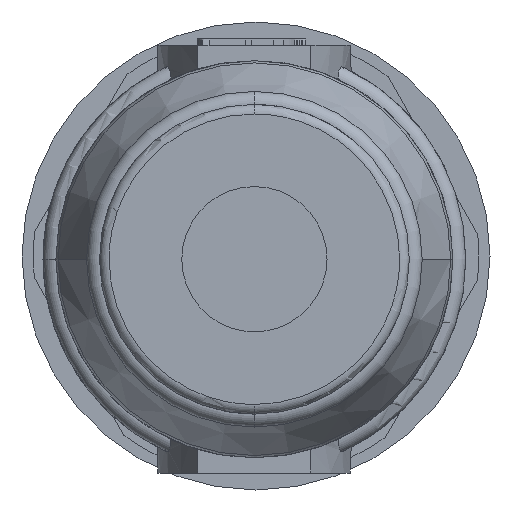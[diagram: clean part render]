
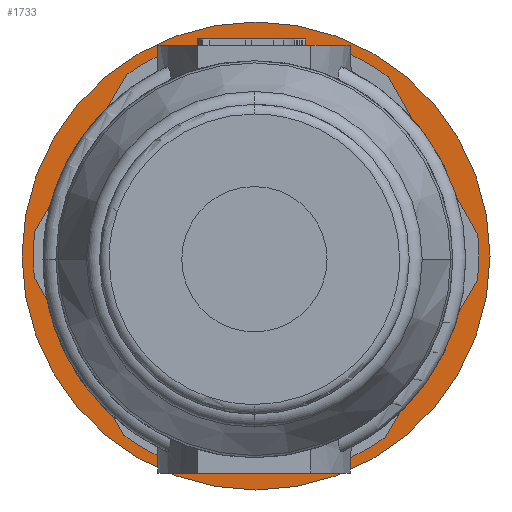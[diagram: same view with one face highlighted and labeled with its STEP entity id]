
A CAD part, front view. The second image highlights one B-rep face of the part: STEP entity #1733.
In plain terms, the highlighted planar face has unit normal (0, -1, 0).
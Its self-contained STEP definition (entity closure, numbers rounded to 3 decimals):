
#8 = CIRCLE ( 'NONE', #2083, 6.9 ) ;
#97 = DIRECTION ( 'NONE',  ( -0.493, 0., 0.87 ) ) ;
#104 = ORIENTED_EDGE ( 'NONE', *, *, #3374, .T. ) ;
#246 = VERTEX_POINT ( 'NONE', #4822 ) ;
#277 = DIRECTION ( 'NONE',  ( 0., -1., 0. ) ) ;
#294 = AXIS2_PLACEMENT_3D ( 'NONE', #3734, #778, #4234 ) ;
#308 = DIRECTION ( 'NONE',  ( 1., 0., 0. ) ) ;
#321 = FACE_OUTER_BOUND ( 'NONE', #5965, .T. ) ;
#535 = DIRECTION ( 'NONE',  ( 0., 1., 0. ) ) ;
#655 = CARTESIAN_POINT ( 'NONE',  ( -4.003, 16.904, 5.62 ) ) ;
#692 = VERTEX_POINT ( 'NONE', #3654 ) ;
#697 = CARTESIAN_POINT ( 'NONE',  ( 0., 16.904, 0. ) ) ;
#705 = LINE ( 'NONE', #2041, #3335 ) ;
#731 = VERTEX_POINT ( 'NONE', #3701 ) ;
#734 = ORIENTED_EDGE ( 'NONE', *, *, #1441, .F. ) ;
#778 = DIRECTION ( 'NONE',  ( 0., 1., 0. ) ) ;
#791 = CIRCLE ( 'NONE', #2214, 6.9 ) ;
#818 = VERTEX_POINT ( 'NONE', #4446 ) ;
#862 = CARTESIAN_POINT ( 'NONE',  ( 0., 16.904, 0. ) ) ;
#931 = DIRECTION ( 'NONE',  ( 1., 0., 0. ) ) ;
#967 = ORIENTED_EDGE ( 'NONE', *, *, #1004, .T. ) ;
#985 = CIRCLE ( 'NONE', #294, 6.9 ) ;
#995 = VERTEX_POINT ( 'NONE', #3051 ) ;
#1004 = EDGE_CURVE ( 'NONE', #6332, #1816, #791, .T. ) ;
#1016 = AXIS2_PLACEMENT_3D ( 'NONE', #1203, #4659, #1699 ) ;
#1104 = AXIS2_PLACEMENT_3D ( 'NONE', #3492, #535, #3980 ) ;
#1133 = ORIENTED_EDGE ( 'NONE', *, *, #6276, .T. ) ;
#1136 = DIRECTION ( 'NONE',  ( -0.507, 0., -0.862 ) ) ;
#1144 = CARTESIAN_POINT ( 'NONE',  ( -2.866, 16.904, -6.277 ) ) ;
#1168 = EDGE_CURVE ( 'NONE', #3464, #6332, #8, .T. ) ;
#1175 = DIRECTION ( 'NONE',  ( 1., 0., 0. ) ) ;
#1203 = CARTESIAN_POINT ( 'NONE',  ( 0., 16.904, 0. ) ) ;
#1235 = EDGE_CURVE ( 'NONE', #4081, #731, #4943, .T. ) ;
#1318 = DIRECTION ( 'NONE',  ( 0.507, 0., 0.862 ) ) ;
#1353 = DIRECTION ( 'NONE',  ( 1., 0., 0. ) ) ;
#1441 = EDGE_CURVE ( 'NONE', #2291, #4081, #5482, .T. ) ;
#1451 = VECTOR ( 'NONE', #1136, 1000. ) ;
#1474 = DIRECTION ( 'NONE',  ( -1., 0., 0.008 ) ) ;
#1561 = CARTESIAN_POINT ( 'NONE',  ( 0., 16.904, 0. ) ) ;
#1563 = EDGE_CURVE ( 'NONE', #818, #1816, #3718, .T. ) ;
#1636 = VERTEX_POINT ( 'NONE', #2322 ) ;
#1699 = DIRECTION ( 'NONE',  ( 1., 0., 0. ) ) ;
#1718 = CARTESIAN_POINT ( 'NONE',  ( 0., 16.904, 0. ) ) ;
#1733 = ADVANCED_FACE ( 'NONE', ( #321, #5560 ), #6350, .T. ) ;
#1815 = EDGE_CURVE ( 'NONE', #246, #4532, #2936, .T. ) ;
#1816 = VERTEX_POINT ( 'NONE', #3920 ) ;
#1847 = EDGE_CURVE ( 'NONE', #995, #5750, #5301, .T. ) ;
#1855 = AXIS2_PLACEMENT_3D ( 'NONE', #3404, #3883, #931 ) ;
#1885 = ORIENTED_EDGE ( 'NONE', *, *, #1847, .F. ) ;
#1943 = ORIENTED_EDGE ( 'NONE', *, *, #3451, .T. ) ;
#1945 = ORIENTED_EDGE ( 'NONE', *, *, #1168, .T. ) ;
#1956 = DIRECTION ( 'NONE',  ( 0.493, 0., -0.87 ) ) ;
#2041 = CARTESIAN_POINT ( 'NONE',  ( 6.869, 16.904, 0.657 ) ) ;
#2052 = DIRECTION ( 'NONE',  ( 1., 0., 0. ) ) ;
#2083 = AXIS2_PLACEMENT_3D ( 'NONE', #862, #4318, #1353 ) ;
#2084 = ORIENTED_EDGE ( 'NONE', *, *, #3145, .T. ) ;
#2088 = CIRCLE ( 'NONE', #4569, 7.25 ) ;
#2201 = DIRECTION ( 'NONE',  ( 1., 0., 0. ) ) ;
#2214 = AXIS2_PLACEMENT_3D ( 'NONE', #1561, #5029, #2052 ) ;
#2245 = CARTESIAN_POINT ( 'NONE',  ( 2.763, 16.904, -6.323 ) ) ;
#2291 = VERTEX_POINT ( 'NONE', #5637 ) ;
#2322 = CARTESIAN_POINT ( 'NONE',  ( -7.25, 16.904, 0. ) ) ;
#2385 = VECTOR ( 'NONE', #1318, 1000. ) ;
#2444 = EDGE_CURVE ( 'NONE', #995, #4532, #3970, .T. ) ;
#2449 = CIRCLE ( 'NONE', #5035, 6.9 ) ;
#2508 = VECTOR ( 'NONE', #2606, 1000. ) ;
#2606 = DIRECTION ( 'NONE',  ( 1., 0., -0.008 ) ) ;
#2650 = ORIENTED_EDGE ( 'NONE', *, *, #2444, .T. ) ;
#2764 = AXIS2_PLACEMENT_3D ( 'NONE', #6219, #3270, #308 ) ;
#2836 = VECTOR ( 'NONE', #1956, 1000. ) ;
#2936 = LINE ( 'NONE', #4914, #2836 ) ;
#2985 = EDGE_CURVE ( 'NONE', #3464, #692, #705, .T. ) ;
#3051 = CARTESIAN_POINT ( 'NONE',  ( -2.866, 16.904, -6.277 ) ) ;
#3083 = ORIENTED_EDGE ( 'NONE', *, *, #2985, .F. ) ;
#3145 = EDGE_CURVE ( 'NONE', #2291, #692, #6331, .T. ) ;
#3227 = CARTESIAN_POINT ( 'NONE',  ( 0., 16.904, 0. ) ) ;
#3270 = DIRECTION ( 'NONE',  ( 0., -1., 0. ) ) ;
#3307 = CARTESIAN_POINT ( 'NONE',  ( 6.9, 16.904, 0. ) ) ;
#3335 = VECTOR ( 'NONE', #97, 1000. ) ;
#3357 = EDGE_CURVE ( 'NONE', #731, #6339, #4089, .T. ) ;
#3374 = EDGE_CURVE ( 'NONE', #1636, #3764, #6404, .T. ) ;
#3404 = CARTESIAN_POINT ( 'NONE',  ( 0., 16.904, 0. ) ) ;
#3409 = CARTESIAN_POINT ( 'NONE',  ( -2.763, 16.904, 6.323 ) ) ;
#3424 = ORIENTED_EDGE ( 'NONE', *, *, #1235, .F. ) ;
#3451 = EDGE_CURVE ( 'NONE', #246, #6339, #2449, .T. ) ;
#3464 = VERTEX_POINT ( 'NONE', #4683 ) ;
#3484 = EDGE_CURVE ( 'NONE', #818, #5750, #985, .T. ) ;
#3492 = CARTESIAN_POINT ( 'NONE',  ( 0., 16.904, 0. ) ) ;
#3654 = CARTESIAN_POINT ( 'NONE',  ( 4.094, 16.904, 5.554 ) ) ;
#3680 = ORIENTED_EDGE ( 'NONE', *, *, #3484, .T. ) ;
#3701 = CARTESIAN_POINT ( 'NONE',  ( -4.003, 16.904, 5.62 ) ) ;
#3718 = LINE ( 'NONE', #4294, #2385 ) ;
#3726 = DIRECTION ( 'NONE',  ( 1., 0., 0. ) ) ;
#3734 = CARTESIAN_POINT ( 'NONE',  ( 0., 16.904, 0. ) ) ;
#3764 = VERTEX_POINT ( 'NONE', #5405 ) ;
#3883 = DIRECTION ( 'NONE',  ( 0., -1., 0. ) ) ;
#3920 = CARTESIAN_POINT ( 'NONE',  ( 6.857, 16.904, -0.769 ) ) ;
#3941 = CARTESIAN_POINT ( 'NONE',  ( 2.866, 16.904, 6.277 ) ) ;
#3970 = CIRCLE ( 'NONE', #1016, 6.9 ) ;
#3980 = DIRECTION ( 'NONE',  ( 1., 0., 0. ) ) ;
#4048 = AXIS2_PLACEMENT_3D ( 'NONE', #697, #4148, #1175 ) ;
#4081 = VERTEX_POINT ( 'NONE', #3409 ) ;
#4089 = LINE ( 'NONE', #655, #1451 ) ;
#4148 = DIRECTION ( 'NONE',  ( 0., -1., 0. ) ) ;
#4186 = VECTOR ( 'NONE', #1474, 1000. ) ;
#4234 = DIRECTION ( 'NONE',  ( 1., 0., 0. ) ) ;
#4294 = CARTESIAN_POINT ( 'NONE',  ( 4.003, 16.904, -5.62 ) ) ;
#4318 = DIRECTION ( 'NONE',  ( 0., 1., 0. ) ) ;
#4446 = CARTESIAN_POINT ( 'NONE',  ( 4.003, 16.904, -5.62 ) ) ;
#4532 = VERTEX_POINT ( 'NONE', #4733 ) ;
#4569 = AXIS2_PLACEMENT_3D ( 'NONE', #3227, #277, #3726 ) ;
#4659 = DIRECTION ( 'NONE',  ( 0., 1., 0. ) ) ;
#4683 = CARTESIAN_POINT ( 'NONE',  ( 6.869, 16.904, 0.657 ) ) ;
#4733 = CARTESIAN_POINT ( 'NONE',  ( -4.094, 16.904, -5.554 ) ) ;
#4822 = CARTESIAN_POINT ( 'NONE',  ( -6.869, 16.904, -0.657 ) ) ;
#4914 = CARTESIAN_POINT ( 'NONE',  ( -6.869, 16.904, -0.657 ) ) ;
#4943 = CIRCLE ( 'NONE', #2764, 6.9 ) ;
#4958 = CARTESIAN_POINT ( 'NONE',  ( -6.857, 16.904, 0.769 ) ) ;
#5029 = DIRECTION ( 'NONE',  ( 0., 1., 0. ) ) ;
#5035 = AXIS2_PLACEMENT_3D ( 'NONE', #1718, #5178, #2201 ) ;
#5178 = DIRECTION ( 'NONE',  ( 0., 1., 0. ) ) ;
#5181 = ORIENTED_EDGE ( 'NONE', *, *, #1815, .F. ) ;
#5301 = LINE ( 'NONE', #1144, #2508 ) ;
#5405 = CARTESIAN_POINT ( 'NONE',  ( 7.25, 16.904, 0. ) ) ;
#5434 = EDGE_LOOP ( 'NONE', ( #734, #2084, #3083, #1945, #967, #5562, #3680, #1885, #2650, #5181, #1943, #6072, #3424 ) ) ;
#5482 = LINE ( 'NONE', #3941, #4186 ) ;
#5560 = FACE_BOUND ( 'NONE', #5434, .T. ) ;
#5562 = ORIENTED_EDGE ( 'NONE', *, *, #1563, .F. ) ;
#5637 = CARTESIAN_POINT ( 'NONE',  ( 2.866, 16.904, 6.277 ) ) ;
#5750 = VERTEX_POINT ( 'NONE', #2245 ) ;
#5965 = EDGE_LOOP ( 'NONE', ( #1133, #104 ) ) ;
#6072 = ORIENTED_EDGE ( 'NONE', *, *, #3357, .F. ) ;
#6219 = CARTESIAN_POINT ( 'NONE',  ( 0., 16.904, 0. ) ) ;
#6276 = EDGE_CURVE ( 'NONE', #3764, #1636, #2088, .T. ) ;
#6331 = CIRCLE ( 'NONE', #1104, 6.9 ) ;
#6332 = VERTEX_POINT ( 'NONE', #3307 ) ;
#6339 = VERTEX_POINT ( 'NONE', #4958 ) ;
#6350 = PLANE ( 'NONE',  #1855 ) ;
#6404 = CIRCLE ( 'NONE', #4048, 7.25 ) ;
